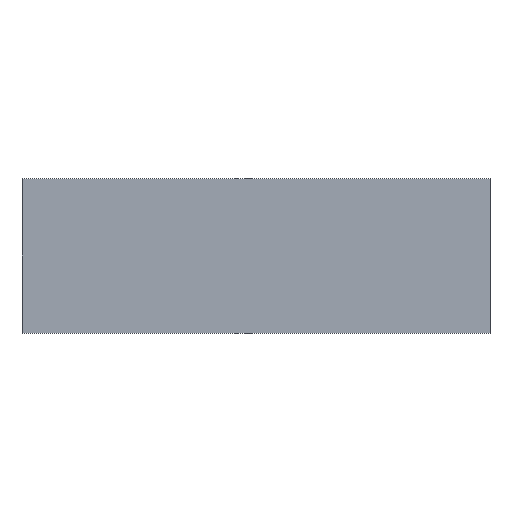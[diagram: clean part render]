
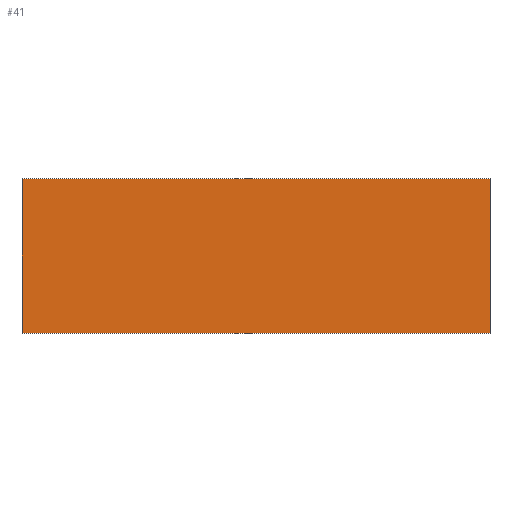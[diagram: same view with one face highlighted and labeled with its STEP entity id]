
A CAD part, front view. The second image highlights one B-rep face of the part: STEP entity #41.
In plain terms, the highlighted planar face has unit normal (0, -1, 0).
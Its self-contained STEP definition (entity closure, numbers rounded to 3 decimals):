
#41=ADVANCED_FACE('',(#82),#83,.T.);
#82=FACE_OUTER_BOUND('',#120,.T.);
#83=PLANE('',#121);
#120=EDGE_LOOP('',(#167,#168,#169,#170));
#121=AXIS2_PLACEMENT_3D('',#171,#172,#173);
#167=ORIENTED_EDGE('',*,*,#245,.T.);
#168=ORIENTED_EDGE('',*,*,#246,.F.);
#169=ORIENTED_EDGE('',*,*,#247,.T.);
#170=ORIENTED_EDGE('',*,*,#242,.T.);
#171=CARTESIAN_POINT('',(40.0,-3.0,14.0));
#172=DIRECTION('',(0.0,-1.0,0.0));
#173=DIRECTION('',(0.0,0.0,-1.0));
#242=EDGE_CURVE('',#284,#282,#285,.T.);
#245=EDGE_CURVE('',#282,#288,#289,.T.);
#246=EDGE_CURVE('',#290,#288,#291,.T.);
#247=EDGE_CURVE('',#290,#284,#292,.T.);
#282=VERTEX_POINT('',#340);
#284=VERTEX_POINT('',#343);
#285=LINE('',#344,#345);
#288=VERTEX_POINT('',#349);
#289=LINE('',#350,#351);
#290=VERTEX_POINT('',#352);
#291=LINE('',#353,#354);
#292=LINE('',#355,#356);
#340=CARTESIAN_POINT('',(-40.0,-3.,14.0));
#343=CARTESIAN_POINT('',(40.0,-3.0,14.0));
#344=CARTESIAN_POINT('',(40.0,-3.0,14.0));
#345=VECTOR('',#400,80.0);
#349=CARTESIAN_POINT('',(-40.0,-3.,-12.459));
#350=CARTESIAN_POINT('',(-40.0,-3.,14.0));
#351=VECTOR('',#402,26.459);
#352=CARTESIAN_POINT('',(40.0,-3.0,-12.459));
#353=CARTESIAN_POINT('',(40.0,-3.0,-12.459));
#354=VECTOR('',#403,80.0);
#355=CARTESIAN_POINT('',(40.0,-3.0,-12.459));
#356=VECTOR('',#404,26.459);
#400=DIRECTION('',(-1.0,0.0,0.0));
#402=DIRECTION('',(0.0,0.0,-1.0));
#403=DIRECTION('',(-1.0,0.0,0.0));
#404=DIRECTION('',(0.0,0.0,1.0));
